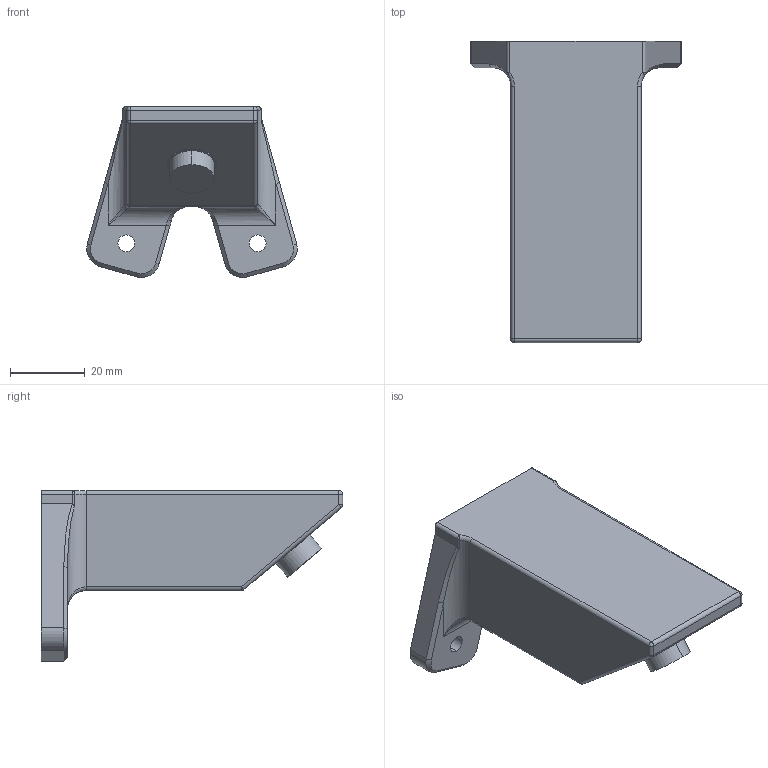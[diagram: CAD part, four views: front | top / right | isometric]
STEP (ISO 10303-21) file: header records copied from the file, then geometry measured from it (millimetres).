
FILE_DESCRIPTION (( 'STEP AP203' ), '1' );
FILE_NAME ('02_angle_40deg_v2_2020base.STEP', '2021-08-15T16:56:35', ( '' ), ( '' ), 'SwSTEP 2.0', 'SolidWorks 2020', '' );
FILE_SCHEMA (( 'CONFIG_CONTROL_DESIGN' ));
Length unit declared in the file: millimetre
Products named in the file (1): 02_angle_40deg_v2_2020base
Bounding box: 56.44 x 80.81 x 45.83 mm (x, y, z)
Volume: 72371 mm3; surface area: 13221.9 mm2
Topology: 1 solids, 1 shells, 83 faces, 196 edges, 108 vertices
Faces by surface type: cylinder 35, plane 26, sphere 8, bspline 8, cone 4, torus 2
Entity records: 3107 total; most frequent: CARTESIAN_POINT 1218, DIRECTION 380, ORIENTED_EDGE 372, EDGE_CURVE 186, AXIS2_PLACEMENT_3D 144, VERTEX_POINT 108, VECTOR 92, LINE 92
